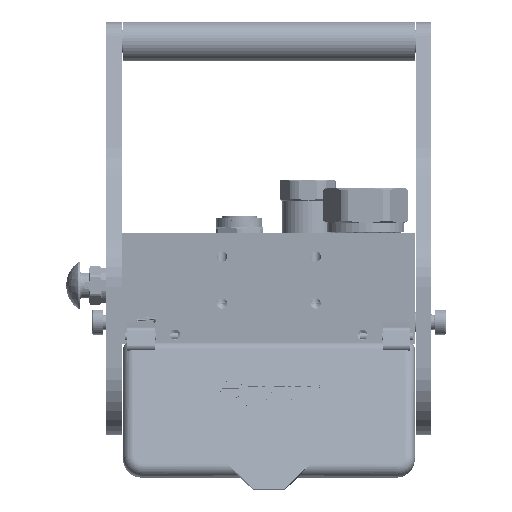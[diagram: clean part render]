
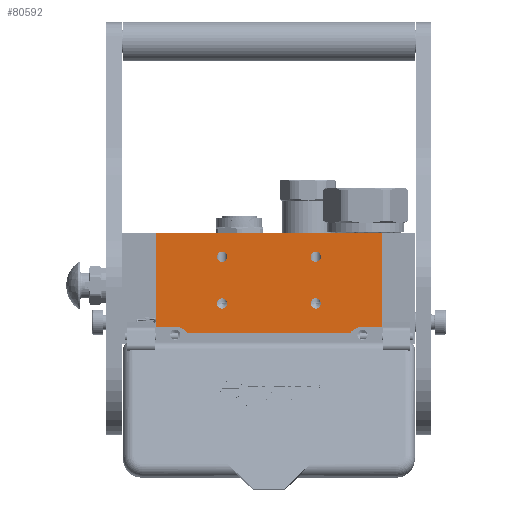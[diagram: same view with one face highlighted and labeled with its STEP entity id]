
A CAD part, left-side view. The second image highlights one B-rep face of the part: STEP entity #80592.
In plain terms, the highlighted face is planar.
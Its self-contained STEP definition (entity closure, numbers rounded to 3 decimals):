
#2875 = DIRECTION ( 'NONE',  ( 0., 1., 0. ) ) ;
#2877 = LINE ( 'NONE', #60391, #156310 ) ;
#9595 = VERTEX_POINT ( 'NONE', #65591 ) ;
#10095 = CARTESIAN_POINT ( 'NONE',  ( 145.854, 64.2, -108. ) ) ;
#10589 = CARTESIAN_POINT ( 'NONE',  ( 166.7, 0., -108. ) ) ;
#11986 = FACE_BOUND ( 'NONE', #73548, .T. ) ;
#13232 = DIRECTION ( 'NONE',  ( 1., 0., 0. ) ) ;
#14226 = EDGE_CURVE ( 'NONE', #29087, #138549, #90453, .T. ) ;
#16659 = EDGE_CURVE ( 'NONE', #9595, #52548, #67711, .T. ) ;
#17189 = ORIENTED_EDGE ( 'NONE', *, *, #16659, .F. ) ;
#18417 = EDGE_LOOP ( 'NONE', ( #140579, #135716 ) ) ;
#18523 = CARTESIAN_POINT ( 'NONE',  ( 64., 15., -108. ) ) ;
#19005 = CIRCLE ( 'NONE', #99871, 3.3 ) ;
#19035 = ORIENTED_EDGE ( 'NONE', *, *, #14226, .T. ) ;
#20577 = DIRECTION ( 'NONE',  ( 0., -1., 0. ) ) ;
#22253 = VERTEX_POINT ( 'NONE', #39429 ) ;
#22538 = VERTEX_POINT ( 'NONE', #108152 ) ;
#22981 = ORIENTED_EDGE ( 'NONE', *, *, #97660, .T. ) ;
#26090 = ORIENTED_EDGE ( 'NONE', *, *, #121033, .F. ) ;
#28337 = LINE ( 'NONE', #80277, #48062 ) ;
#28716 = VECTOR ( 'NONE', #146718, 1000. ) ;
#29087 = VERTEX_POINT ( 'NONE', #89221 ) ;
#30326 = EDGE_CURVE ( 'NONE', #22253, #92363, #109312, .T. ) ;
#32683 = AXIS2_PLACEMENT_3D ( 'NONE', #142018, #102577, #90469 ) ;
#32877 = EDGE_CURVE ( 'NONE', #92363, #22253, #37836, .T. ) ;
#34466 = DIRECTION ( 'NONE',  ( 0., 0., -1. ) ) ;
#35281 = VERTEX_POINT ( 'NONE', #129123 ) ;
#35444 = DIRECTION ( 'NONE',  ( 0., 0., -1. ) ) ;
#36491 = EDGE_CURVE ( 'NONE', #148278, #54483, #19005, .T. ) ;
#37836 = CIRCLE ( 'NONE', #101591, 3.3 ) ;
#39429 = CARTESIAN_POINT ( 'NONE',  ( 64., 41.7, -108. ) ) ;
#40780 = CARTESIAN_POINT ( 'NONE',  ( 124., 15., -108. ) ) ;
#41879 = CIRCLE ( 'NONE', #127791, 3.3 ) ;
#42256 = CARTESIAN_POINT ( 'NONE',  ( 64., 48.3, -108. ) ) ;
#45014 = DIRECTION ( 'NONE',  ( 0., 0., -1. ) ) ;
#46260 = CARTESIAN_POINT ( 'NONE',  ( 124., 48.3, -108. ) ) ;
#47497 = DIRECTION ( 'NONE',  ( 0., 0., -1. ) ) ;
#47702 = EDGE_CURVE ( 'NONE', #22538, #29087, #66433, .T. ) ;
#48062 = VECTOR ( 'NONE', #56634, 1000. ) ;
#48812 = ORIENTED_EDGE ( 'NONE', *, *, #143294, .F. ) ;
#50657 = CIRCLE ( 'NONE', #151621, 3.3 ) ;
#52217 = CARTESIAN_POINT ( 'NONE',  ( 21.3, 0., -108. ) ) ;
#52548 = VERTEX_POINT ( 'NONE', #140837 ) ;
#52923 = VERTEX_POINT ( 'NONE', #73141 ) ;
#53914 = DIRECTION ( 'NONE',  ( 0., 0., -1. ) ) ;
#54483 = VERTEX_POINT ( 'NONE', #46260 ) ;
#55270 = CARTESIAN_POINT ( 'NONE',  ( 34., 60., -108. ) ) ;
#55568 = CARTESIAN_POINT ( 'NONE',  ( 124., 45., -108. ) ) ;
#56634 = DIRECTION ( 'NONE',  ( -1., 0., 0. ) ) ;
#58218 = CARTESIAN_POINT ( 'NONE',  ( 154., 70., -108. ) ) ;
#59324 = ORIENTED_EDGE ( 'NONE', *, *, #95259, .F. ) ;
#59565 = DIRECTION ( 'NONE',  ( -1., 0., 0. ) ) ;
#60391 = CARTESIAN_POINT ( 'NONE',  ( 166.7, 0., -108. ) ) ;
#61403 = AXIS2_PLACEMENT_3D ( 'NONE', #154353, #100532, #20577 ) ;
#61972 = CIRCLE ( 'NONE', #103831, 3.3 ) ;
#63292 = VERTEX_POINT ( 'NONE', #96494 ) ;
#65591 = CARTESIAN_POINT ( 'NONE',  ( 64., 11.7, -108. ) ) ;
#66433 = LINE ( 'NONE', #52217, #93942 ) ;
#67005 = EDGE_CURVE ( 'NONE', #52923, #129905, #2877, .T. ) ;
#67110 = FACE_BOUND ( 'NONE', #18417, .T. ) ;
#67711 = CIRCLE ( 'NONE', #113400, 3.3 ) ;
#71336 = VECTOR ( 'NONE', #78982, 1000. ) ;
#71384 = ORIENTED_EDGE ( 'NONE', *, *, #36491, .F. ) ;
#72213 = EDGE_CURVE ( 'NONE', #35281, #144869, #110032, .T. ) ;
#73141 = CARTESIAN_POINT ( 'NONE',  ( 166.7, 0., -108. ) ) ;
#73374 = DIRECTION ( 'NONE',  ( 0., -1., 0. ) ) ;
#73548 = EDGE_LOOP ( 'NONE', ( #124179, #26090 ) ) ;
#76890 = FACE_OUTER_BOUND ( 'NONE', #90177, .T. ) ;
#78243 = EDGE_CURVE ( 'NONE', #54483, #148278, #41879, .T. ) ;
#78982 = DIRECTION ( 'NONE',  ( -1., 0., 0. ) ) ;
#80277 = CARTESIAN_POINT ( 'NONE',  ( 145.854, 64.2, -108. ) ) ;
#80592 = ADVANCED_FACE ( 'NONE', ( #94612, #11986, #67110, #143720, #76890 ), #99222, .T. ) ;
#86575 = CARTESIAN_POINT ( 'NONE',  ( 124., 18.3, -108. ) ) ;
#86823 = AXIS2_PLACEMENT_3D ( 'NONE', #58218, #45014, #109388 ) ;
#89221 = CARTESIAN_POINT ( 'NONE',  ( 21.3, 60., -108. ) ) ;
#90177 = EDGE_LOOP ( 'NONE', ( #127552, #22981, #98566, #19035, #48812, #154871, #146539, #145636 ) ) ;
#90453 = LINE ( 'NONE', #151770, #161197 ) ;
#90469 = DIRECTION ( 'NONE',  ( 0., -1., 0. ) ) ;
#92363 = VERTEX_POINT ( 'NONE', #42256 ) ;
#93695 = AXIS2_PLACEMENT_3D ( 'NONE', #10589, #109678, #59565 ) ;
#93942 = VECTOR ( 'NONE', #105599, 1000. ) ;
#94612 = FACE_BOUND ( 'NONE', #138127, .T. ) ;
#95259 = EDGE_CURVE ( 'NONE', #52548, #9595, #61972, .T. ) ;
#95699 = DIRECTION ( 'NONE',  ( 0., 0., -1. ) ) ;
#96494 = CARTESIAN_POINT ( 'NONE',  ( 42.146, 64.2, -108. ) ) ;
#97660 = EDGE_CURVE ( 'NONE', #52923, #22538, #159791, .T. ) ;
#98566 = ORIENTED_EDGE ( 'NONE', *, *, #47702, .T. ) ;
#99222 = PLANE ( 'NONE',  #93695 ) ;
#99871 = AXIS2_PLACEMENT_3D ( 'NONE', #55568, #53914, #153941 ) ;
#100532 = DIRECTION ( 'NONE',  ( 0., 0., -1. ) ) ;
#101290 = EDGE_CURVE ( 'NONE', #126638, #130495, #116171, .T. ) ;
#101591 = AXIS2_PLACEMENT_3D ( 'NONE', #148601, #47497, #135989 ) ;
#102577 = DIRECTION ( 'NONE',  ( 0., 0., -1. ) ) ;
#102803 = CARTESIAN_POINT ( 'NONE',  ( 124., 41.7, -108. ) ) ;
#103831 = AXIS2_PLACEMENT_3D ( 'NONE', #18523, #107701, #108270 ) ;
#105599 = DIRECTION ( 'NONE',  ( 0., 1., 0. ) ) ;
#107281 = CARTESIAN_POINT ( 'NONE',  ( 166.7, 60., -108. ) ) ;
#107701 = DIRECTION ( 'NONE',  ( 0., 0., -1. ) ) ;
#108152 = CARTESIAN_POINT ( 'NONE',  ( 21.3, 0., -108. ) ) ;
#108270 = DIRECTION ( 'NONE',  ( 0., 1., 0. ) ) ;
#109312 = CIRCLE ( 'NONE', #32683, 3.3 ) ;
#109388 = DIRECTION ( 'NONE',  ( 0., -1., 0. ) ) ;
#109678 = DIRECTION ( 'NONE',  ( 0., 0., -1. ) ) ;
#110032 = CIRCLE ( 'NONE', #86823, 10. ) ;
#110798 = CARTESIAN_POINT ( 'NONE',  ( 64., 15., -108. ) ) ;
#113400 = AXIS2_PLACEMENT_3D ( 'NONE', #110798, #35444, #73374 ) ;
#116171 = CIRCLE ( 'NONE', #61403, 3.3 ) ;
#118191 = CARTESIAN_POINT ( 'NONE',  ( 124., 11.7, -108. ) ) ;
#121033 = EDGE_CURVE ( 'NONE', #130495, #126638, #50657, .T. ) ;
#121371 = LINE ( 'NONE', #107281, #28716 ) ;
#122213 = EDGE_LOOP ( 'NONE', ( #17189, #59324 ) ) ;
#122457 = DIRECTION ( 'NONE',  ( 0., 1., 0. ) ) ;
#124179 = ORIENTED_EDGE ( 'NONE', *, *, #101290, .F. ) ;
#125797 = CARTESIAN_POINT ( 'NONE',  ( 166.7, 60., -108. ) ) ;
#126638 = VERTEX_POINT ( 'NONE', #118191 ) ;
#127552 = ORIENTED_EDGE ( 'NONE', *, *, #67005, .F. ) ;
#127791 = AXIS2_PLACEMENT_3D ( 'NONE', #160857, #34466, #122457 ) ;
#128797 = DIRECTION ( 'NONE',  ( 0., 0., -1. ) ) ;
#129123 = CARTESIAN_POINT ( 'NONE',  ( 154., 60., -108. ) ) ;
#129905 = VERTEX_POINT ( 'NONE', #125797 ) ;
#130495 = VERTEX_POINT ( 'NONE', #86575 ) ;
#131062 = EDGE_CURVE ( 'NONE', #144869, #63292, #28337, .T. ) ;
#131398 = CARTESIAN_POINT ( 'NONE',  ( 34., 70., -108. ) ) ;
#133022 = DIRECTION ( 'NONE',  ( 0.815, -0.58, 0. ) ) ;
#135716 = ORIENTED_EDGE ( 'NONE', *, *, #32877, .F. ) ;
#135989 = DIRECTION ( 'NONE',  ( 0., 1., 0. ) ) ;
#138127 = EDGE_LOOP ( 'NONE', ( #71384, #154281 ) ) ;
#138549 = VERTEX_POINT ( 'NONE', #55270 ) ;
#140579 = ORIENTED_EDGE ( 'NONE', *, *, #30326, .F. ) ;
#140837 = CARTESIAN_POINT ( 'NONE',  ( 64., 18.3, -108. ) ) ;
#142018 = CARTESIAN_POINT ( 'NONE',  ( 64., 45., -108. ) ) ;
#143294 = EDGE_CURVE ( 'NONE', #63292, #138549, #159597, .T. ) ;
#143720 = FACE_BOUND ( 'NONE', #122213, .T. ) ;
#144869 = VERTEX_POINT ( 'NONE', #10095 ) ;
#145636 = ORIENTED_EDGE ( 'NONE', *, *, #160149, .F. ) ;
#145665 = AXIS2_PLACEMENT_3D ( 'NONE', #131398, #95699, #133022 ) ;
#146539 = ORIENTED_EDGE ( 'NONE', *, *, #72213, .F. ) ;
#146718 = DIRECTION ( 'NONE',  ( -1., 0., 0. ) ) ;
#148278 = VERTEX_POINT ( 'NONE', #102803 ) ;
#148335 = DIRECTION ( 'NONE',  ( 0., 1., 0. ) ) ;
#148601 = CARTESIAN_POINT ( 'NONE',  ( 64., 45., -108. ) ) ;
#151621 = AXIS2_PLACEMENT_3D ( 'NONE', #40780, #128797, #2875 ) ;
#151770 = CARTESIAN_POINT ( 'NONE',  ( 21.3, 60., -108. ) ) ;
#153941 = DIRECTION ( 'NONE',  ( 0., -1., 0. ) ) ;
#154281 = ORIENTED_EDGE ( 'NONE', *, *, #78243, .F. ) ;
#154353 = CARTESIAN_POINT ( 'NONE',  ( 124., 15., -108. ) ) ;
#154795 = CARTESIAN_POINT ( 'NONE',  ( 166.7, 0., -108. ) ) ;
#154871 = ORIENTED_EDGE ( 'NONE', *, *, #131062, .F. ) ;
#156310 = VECTOR ( 'NONE', #148335, 1000. ) ;
#159597 = CIRCLE ( 'NONE', #145665, 10. ) ;
#159791 = LINE ( 'NONE', #154795, #71336 ) ;
#160149 = EDGE_CURVE ( 'NONE', #129905, #35281, #121371, .T. ) ;
#160857 = CARTESIAN_POINT ( 'NONE',  ( 124., 45., -108. ) ) ;
#161197 = VECTOR ( 'NONE', #13232, 1000. ) ;
